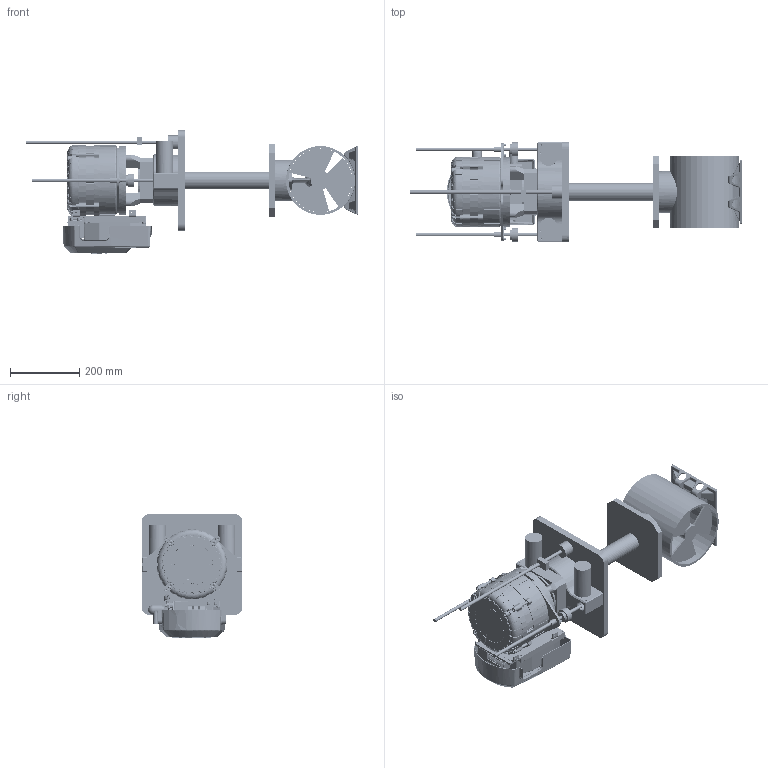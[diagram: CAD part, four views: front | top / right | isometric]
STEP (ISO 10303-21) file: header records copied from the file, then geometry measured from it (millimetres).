
FILE_DESCRIPTION(('CATIA V5 STEP Exchange','CAx-IF Rec.Pracs.--- Model Styling and Organization---1.4--- 2014-01-23'),'2;1');
FILE_NAME('VIP-150-ECO(OPEN).stp','2024-03-05T14:39:27+00:00',('none'),('none'),'CATIA Version 5-6 Release 2016','CATIA V5 STEP AP214','none');
FILE_SCHEMA(('AUTOMOTIVE_DESIGN { 1 0 10303 214 1 1 1 1 }'));
Products named in the file (1): VIP-150-ECO(OPEN)
Bounding box: 959 x 290 x 356.75 mm (x, y, z)
Volume: 10159024.9 mm3; surface area: 1792359 mm2
Topology: 6 solids, 443 shells, 7273 faces, 21481 edges, 14544 vertices
Faces by surface type: plane 3025, cylinder 2267, cone 748, bspline 593, torus 510, sphere 124, revolution 6
Entity records: 300533 total; most frequent: CARTESIAN_POINT 124585, ORIENTED_EDGE 38640, DIRECTION 28122, EDGE_CURVE 21219, VERTEX_POINT 14543, AXIS2_PLACEMENT_3D 11460, VECTOR 10380, LINE 10380
